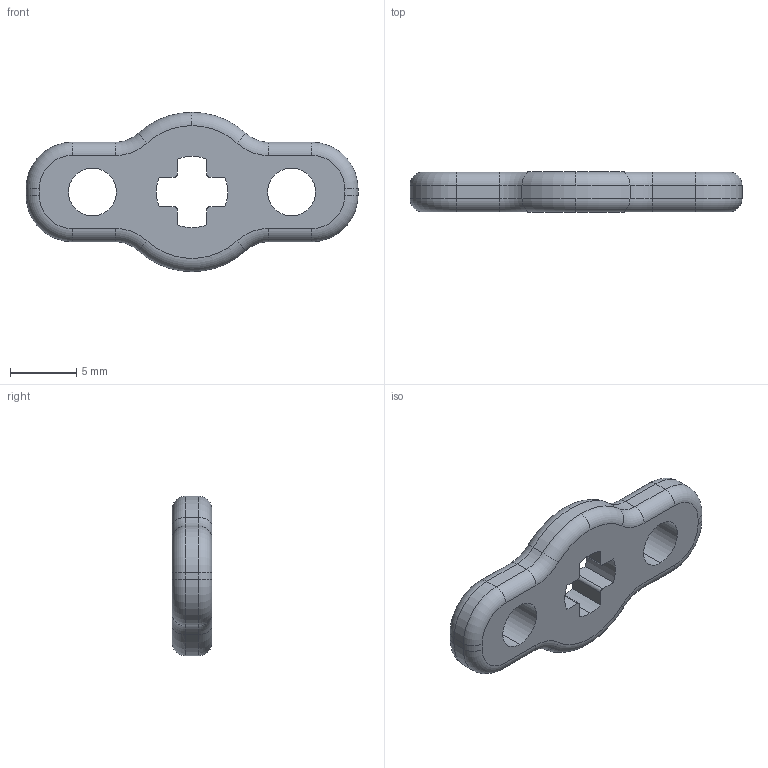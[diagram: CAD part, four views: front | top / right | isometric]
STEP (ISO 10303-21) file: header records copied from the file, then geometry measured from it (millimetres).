
FILE_DESCRIPTION (( 'STEP AP203' ), '1' );
FILE_NAME ('EV3Plate.STEP', '2023-07-05T16:48:08', ( '' ), ( '' ), 'SwSTEP 2.0', 'SolidWorks 2023', '' );
FILE_SCHEMA (( 'CONFIG_CONTROL_DESIGN' ));
Length unit declared in the file: millimetre
Products named in the file (1): EV3Plate
Bounding box: 25 x 3 x 12 mm (x, y, z)
Volume: 479 mm3; surface area: 593.3 mm2
Topology: 1 solids, 1 shells, 74 faces, 184 edges, 112 vertices
Faces by surface type: cylinder 36, torus 22, plane 16
Entity records: 2307 total; most frequent: DIRECTION 440, CARTESIAN_POINT 371, ORIENTED_EDGE 368, EDGE_CURVE 184, AXIS2_PLACEMENT_3D 181, VERTEX_POINT 112, CIRCLE 106, EDGE_LOOP 80
